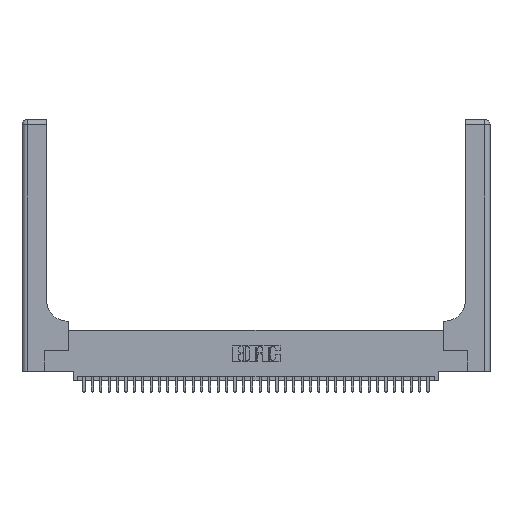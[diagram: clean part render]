
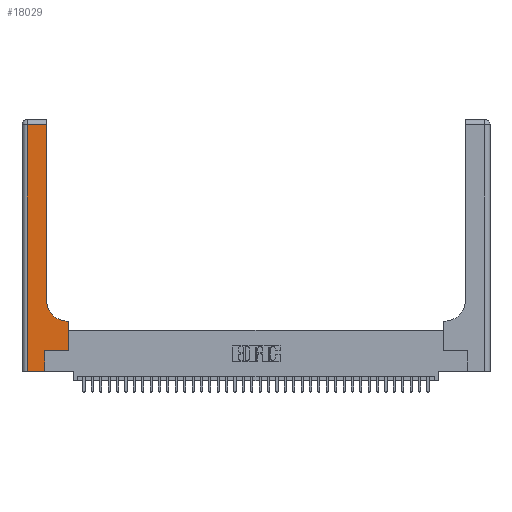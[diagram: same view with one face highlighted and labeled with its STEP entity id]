
A CAD part, top view. The second image highlights one B-rep face of the part: STEP entity #18029.
In plain terms, the highlighted planar face has unit normal (0, 0, 1).
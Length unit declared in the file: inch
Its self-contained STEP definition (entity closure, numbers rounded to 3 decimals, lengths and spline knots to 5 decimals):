
#68 = ORIENTED_EDGE ( 'NONE', *, *, #37525, .T. ) ;
#297 = ORIENTED_EDGE ( 'NONE', *, *, #30866, .T. ) ;
#298 = VECTOR ( 'NONE', #8607, 39.37008 ) ;
#768 = DIRECTION ( 'NONE',  ( 0., 1., 0. ) ) ;
#1047 = CARTESIAN_POINT ( 'NONE',  ( 0., 2.94, 0.37 ) ) ;
#1421 = AXIS2_PLACEMENT_3D ( 'NONE', #25463, #13737, #2007 ) ;
#1619 = VERTEX_POINT ( 'NONE', #9943 ) ;
#2007 = DIRECTION ( 'NONE',  ( 1., 0., 0. ) ) ;
#4324 = CARTESIAN_POINT ( 'NONE',  ( 0., 3., 0.37 ) ) ;
#5158 = LINE ( 'NONE', #36069, #36623 ) ;
#5372 = LINE ( 'NONE', #25019, #16373 ) ;
#5514 = VERTEX_POINT ( 'NONE', #8488 ) ;
#5974 = CARTESIAN_POINT ( 'NONE',  ( 0.269, 0.25, 0.37 ) ) ;
#6581 = EDGE_CURVE ( 'NONE', #27175, #35676, #21753, .T. ) ;
#6936 = EDGE_CURVE ( 'NONE', #25725, #12595, #5158, .T. ) ;
#7001 = DIRECTION ( 'NONE',  ( -1., 0., 0. ) ) ;
#7459 = CARTESIAN_POINT ( 'NONE',  ( 0.5585, 0.6, 0.37 ) ) ;
#7904 = CARTESIAN_POINT ( 'NONE',  ( 0.2915, 0.6, 0.37 ) ) ;
#8466 = FACE_OUTER_BOUND ( 'NONE', #9480, .T. ) ;
#8488 = CARTESIAN_POINT ( 'NONE',  ( 0.2915, 0.85, 0.37 ) ) ;
#8607 = DIRECTION ( 'NONE',  ( 1., 0., 0. ) ) ;
#8783 = CARTESIAN_POINT ( 'NONE',  ( 0.5585, 0.25, 0.37 ) ) ;
#8840 = ORIENTED_EDGE ( 'NONE', *, *, #29598, .T. ) ;
#9071 = VERTEX_POINT ( 'NONE', #22641 ) ;
#9477 = CARTESIAN_POINT ( 'NONE',  ( 0.269, 0., 0.37 ) ) ;
#9480 = EDGE_LOOP ( 'NONE', ( #15696, #26204, #297, #15027, #68, #36347, #26630, #20215, #8840 ) ) ;
#9943 = CARTESIAN_POINT ( 'NONE',  ( 0.2915, 2.94, 0.37 ) ) ;
#12056 = VERTEX_POINT ( 'NONE', #5974 ) ;
#12505 = EDGE_CURVE ( 'NONE', #5514, #1619, #29433, .T. ) ;
#12595 = VERTEX_POINT ( 'NONE', #17067 ) ;
#12643 = EDGE_CURVE ( 'NONE', #12056, #35754, #33156, .T. ) ;
#13456 = PLANE ( 'NONE',  #15978 ) ;
#13737 = DIRECTION ( 'NONE',  ( 0., 0., -1. ) ) ;
#15027 = ORIENTED_EDGE ( 'NONE', *, *, #6936, .T. ) ;
#15696 = ORIENTED_EDGE ( 'NONE', *, *, #12505, .T. ) ;
#15900 = DIRECTION ( 'NONE',  ( 0., 0., -1. ) ) ;
#15978 = AXIS2_PLACEMENT_3D ( 'NONE', #4324, #15900, #18749 ) ;
#16373 = VECTOR ( 'NONE', #37124, 39.37008 ) ;
#17067 = CARTESIAN_POINT ( 'NONE',  ( 0.269, 0., 0.37 ) ) ;
#17674 = CARTESIAN_POINT ( 'NONE',  ( 0.5415, 0.6, 0.37 ) ) ;
#18029 = ADVANCED_FACE ( 'NONE', ( #8466 ), #13456, .F. ) ;
#18497 = VECTOR ( 'NONE', #7001, 39.37008 ) ;
#18749 = DIRECTION ( 'NONE',  ( -1., 0., 0. ) ) ;
#20215 = ORIENTED_EDGE ( 'NONE', *, *, #6581, .T. ) ;
#21133 = CARTESIAN_POINT ( 'NONE',  ( 0.5585, 0.25, 0.37 ) ) ;
#21753 = LINE ( 'NONE', #7904, #24546 ) ;
#22540 = LINE ( 'NONE', #9477, #28628 ) ;
#22641 = CARTESIAN_POINT ( 'NONE',  ( 0.06, 2.94, 0.37 ) ) ;
#24546 = VECTOR ( 'NONE', #28172, 39.37008 ) ;
#24549 = DIRECTION ( 'NONE',  ( 0., 1., 0. ) ) ;
#25019 = CARTESIAN_POINT ( 'NONE',  ( 0.06, 3., 0.37 ) ) ;
#25463 = CARTESIAN_POINT ( 'NONE',  ( 0.5415, 0.85, 0.37 ) ) ;
#25725 = VERTEX_POINT ( 'NONE', #34862 ) ;
#26204 = ORIENTED_EDGE ( 'NONE', *, *, #27597, .T. ) ;
#26630 = ORIENTED_EDGE ( 'NONE', *, *, #34052, .T. ) ;
#27175 = VERTEX_POINT ( 'NONE', #7459 ) ;
#27431 = CARTESIAN_POINT ( 'NONE',  ( 0.2915, 3., 0.37 ) ) ;
#27597 = EDGE_CURVE ( 'NONE', #1619, #9071, #31940, .T. ) ;
#27929 = LINE ( 'NONE', #21133, #34429 ) ;
#28172 = DIRECTION ( 'NONE',  ( -1., 0., 0. ) ) ;
#28628 = VECTOR ( 'NONE', #24549, 39.37008 ) ;
#29433 = LINE ( 'NONE', #27431, #34557 ) ;
#29598 = EDGE_CURVE ( 'NONE', #35676, #5514, #38286, .T. ) ;
#30575 = DIRECTION ( 'NONE',  ( 1., 0., 0. ) ) ;
#30866 = EDGE_CURVE ( 'NONE', #9071, #25725, #5372, .T. ) ;
#31940 = LINE ( 'NONE', #1047, #18497 ) ;
#33156 = LINE ( 'NONE', #38092, #298 ) ;
#34052 = EDGE_CURVE ( 'NONE', #35754, #27175, #27929, .T. ) ;
#34335 = DIRECTION ( 'NONE',  ( 0., 1., 0. ) ) ;
#34429 = VECTOR ( 'NONE', #768, 39.37008 ) ;
#34557 = VECTOR ( 'NONE', #34335, 39.37008 ) ;
#34862 = CARTESIAN_POINT ( 'NONE',  ( 0.06, 0., 0.37 ) ) ;
#35676 = VERTEX_POINT ( 'NONE', #17674 ) ;
#35754 = VERTEX_POINT ( 'NONE', #8783 ) ;
#36069 = CARTESIAN_POINT ( 'NONE',  ( 0., 0., 0.37 ) ) ;
#36347 = ORIENTED_EDGE ( 'NONE', *, *, #12643, .T. ) ;
#36623 = VECTOR ( 'NONE', #30575, 39.37008 ) ;
#37124 = DIRECTION ( 'NONE',  ( 0., -1., 0. ) ) ;
#37525 = EDGE_CURVE ( 'NONE', #12595, #12056, #22540, .T. ) ;
#38092 = CARTESIAN_POINT ( 'NONE',  ( 0.269, 0.25, 0.37 ) ) ;
#38286 = CIRCLE ( 'NONE', #1421, 0.25 ) ;
